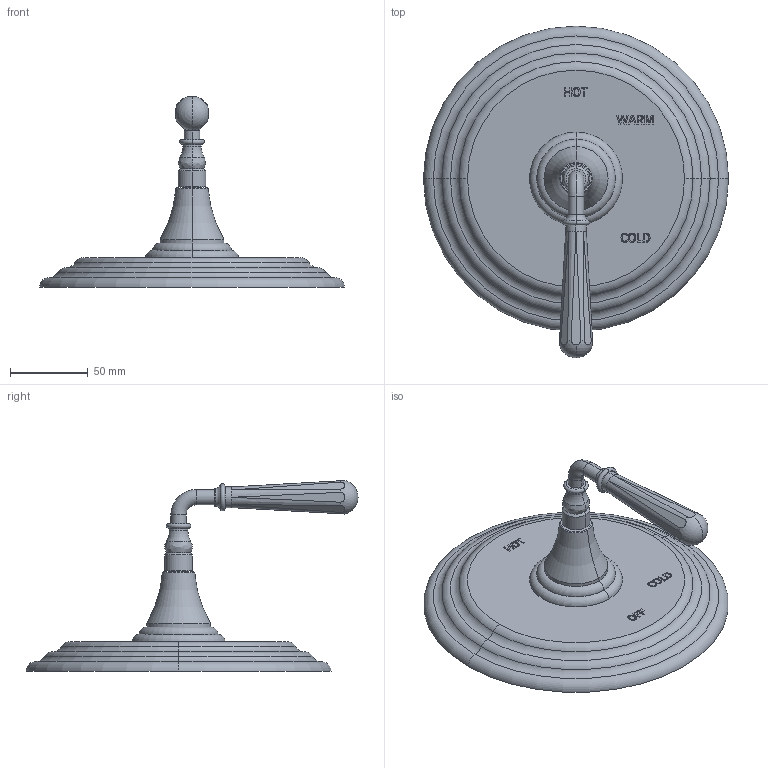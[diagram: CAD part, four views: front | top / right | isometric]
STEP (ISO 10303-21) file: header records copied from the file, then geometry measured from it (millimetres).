
FILE_DESCRIPTION((''),'2;1');
FILE_NAME('4-1744BP','2021-06-03T13:50:40',('jinson.thomas'),(''),'CREO PARAMETRIC BY PTC INC, 2018400','CREO PARAMETRIC BY PTC INC, 2018400','');
FILE_SCHEMA(('CONFIG_CONTROL_DESIGN'));
Length unit declared in the file: inch
Products named in the file (1): 4-1744BP
Bounding box: 196.85 x 214.19 x 123.17 mm (x, y, z)
Volume: 530700.8 mm3; surface area: 77096.6 mm2
Topology: 1 solids, 1 shells, 277 faces, 703 edges, 453 vertices
Faces by surface type: plane 137, extrusion 80, torus 30, cylinder 14, bspline 10, cone 4, sphere 2
Entity records: 8855 total; most frequent: CARTESIAN_POINT 2431, ORIENTED_EDGE 1402, DIRECTION 1087, EDGE_CURVE 701, VECTOR 497, VERTEX_POINT 453, LINE 417, EDGE_LOOP 304
